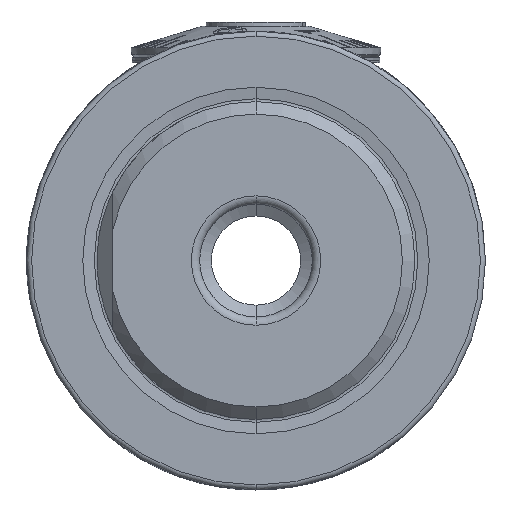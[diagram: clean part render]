
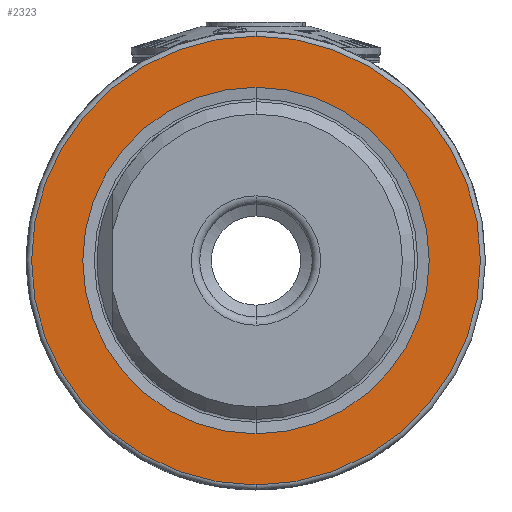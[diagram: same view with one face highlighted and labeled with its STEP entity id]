
A CAD part, left-side view. The second image highlights one B-rep face of the part: STEP entity #2323.
In plain terms, the highlighted planar face has unit normal (-1, 0, 0).
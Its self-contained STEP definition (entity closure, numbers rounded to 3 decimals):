
#546 = CARTESIAN_POINT ( 'NONE',  ( 71.6, 0., 0. ) ) ;
#956 = ORIENTED_EDGE ( 'NONE', *, *, #15555, .T. ) ;
#2228 = CARTESIAN_POINT ( 'NONE',  ( 71.6, 0., 0. ) ) ;
#2275 = DIRECTION ( 'NONE',  ( 1., 0., 0. ) ) ;
#2323 = ADVANCED_FACE ( 'NONE', ( #8518, #22411 ), #12447, .F. ) ;
#2835 = DIRECTION ( 'NONE',  ( 0., 0., 1. ) ) ;
#3166 = VERTEX_POINT ( 'NONE', #25000 ) ;
#3802 = DIRECTION ( 'NONE',  ( 0., 0., 1. ) ) ;
#4185 = ORIENTED_EDGE ( 'NONE', *, *, #24367, .F. ) ;
#4672 = EDGE_CURVE ( 'NONE', #3166, #15470, #7447, .T. ) ;
#4828 = AXIS2_PLACEMENT_3D ( 'NONE', #546, #8812, #2835 ) ;
#6255 = AXIS2_PLACEMENT_3D ( 'NONE', #2228, #22765, #25050 ) ;
#6923 = AXIS2_PLACEMENT_3D ( 'NONE', #26360, #8271, #13253 ) ;
#7447 = CIRCLE ( 'NONE', #4828, 20.765 ) ;
#8271 = DIRECTION ( 'NONE',  ( -1., 0., 0. ) ) ;
#8451 = VERTEX_POINT ( 'NONE', #19519 ) ;
#8518 = FACE_BOUND ( 'NONE', #10059, .T. ) ;
#8562 = CARTESIAN_POINT ( 'NONE',  ( 71.6, 0., 26.9 ) ) ;
#8812 = DIRECTION ( 'NONE',  ( -1., 0., 0. ) ) ;
#8846 = AXIS2_PLACEMENT_3D ( 'NONE', #9214, #17441, #3802 ) ;
#9214 = CARTESIAN_POINT ( 'NONE',  ( 71.6, 0., 0. ) ) ;
#10059 = EDGE_LOOP ( 'NONE', ( #11004, #4185 ) ) ;
#11004 = ORIENTED_EDGE ( 'NONE', *, *, #4672, .F. ) ;
#12247 = EDGE_CURVE ( 'NONE', #18956, #8451, #20906, .T. ) ;
#12318 = CARTESIAN_POINT ( 'NONE',  ( 71.6, 26.9, 0. ) ) ;
#12447 = PLANE ( 'NONE',  #15125 ) ;
#13253 = DIRECTION ( 'NONE',  ( 0., 0., 1. ) ) ;
#15125 = AXIS2_PLACEMENT_3D ( 'NONE', #12318, #2275, #26733 ) ;
#15470 = VERTEX_POINT ( 'NONE', #22705 ) ;
#15555 = EDGE_CURVE ( 'NONE', #8451, #18956, #18587, .T. ) ;
#17441 = DIRECTION ( 'NONE',  ( -1., 0., 0. ) ) ;
#18587 = CIRCLE ( 'NONE', #6923, 26.9 ) ;
#18956 = VERTEX_POINT ( 'NONE', #8562 ) ;
#19519 = CARTESIAN_POINT ( 'NONE',  ( 71.6, 0., -26.9 ) ) ;
#20906 = CIRCLE ( 'NONE', #6255, 26.9 ) ;
#21328 = CIRCLE ( 'NONE', #8846, 20.765 ) ;
#21898 = ORIENTED_EDGE ( 'NONE', *, *, #12247, .T. ) ;
#22411 = FACE_OUTER_BOUND ( 'NONE', #23201, .T. ) ;
#22705 = CARTESIAN_POINT ( 'NONE',  ( 71.6, 0., -20.765 ) ) ;
#22765 = DIRECTION ( 'NONE',  ( -1., 0., 0. ) ) ;
#23201 = EDGE_LOOP ( 'NONE', ( #21898, #956 ) ) ;
#24367 = EDGE_CURVE ( 'NONE', #15470, #3166, #21328, .T. ) ;
#25000 = CARTESIAN_POINT ( 'NONE',  ( 71.6, 0., 20.765 ) ) ;
#25050 = DIRECTION ( 'NONE',  ( 0., 0., 1. ) ) ;
#26360 = CARTESIAN_POINT ( 'NONE',  ( 71.6, 0., 0. ) ) ;
#26733 = DIRECTION ( 'NONE',  ( 0., 0., -1. ) ) ;
